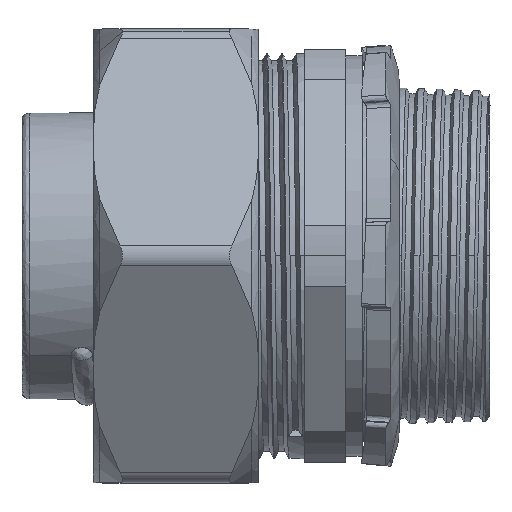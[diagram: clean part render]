
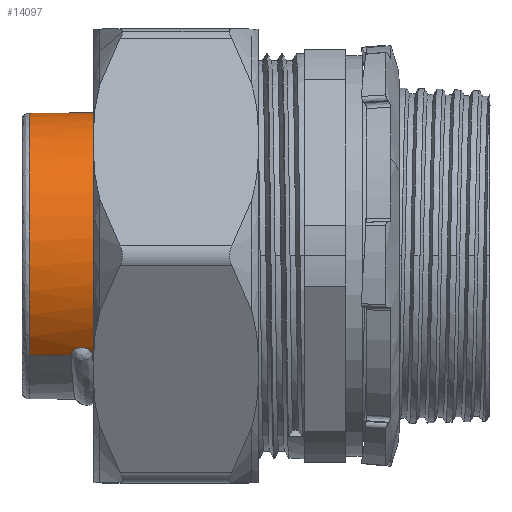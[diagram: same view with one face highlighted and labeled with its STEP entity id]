
A CAD part, top view. The second image highlights one B-rep face of the part: STEP entity #14097.
In plain terms, the highlighted cylindrical face has radius 17.348 mm (diameter 34.696 mm), a partial arc.
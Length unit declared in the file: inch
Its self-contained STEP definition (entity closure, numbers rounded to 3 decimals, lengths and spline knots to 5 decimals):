
#104 = CARTESIAN_POINT ( 'NONE',  ( -2.06728, -0.13767, 1.04469 ) ) ;
#150 = CARTESIAN_POINT ( 'NONE',  ( -1.76385, -0.61352, 1.53464 ) ) ;
#253 = CARTESIAN_POINT ( 'NONE',  ( -1.84771, -0.58288, 1.56267 ) ) ;
#357 = CARTESIAN_POINT ( 'NONE',  ( -0.88078, -0.61352, 1.53464 ) ) ;
#362 = CARTESIAN_POINT ( 'NONE',  ( -1.86771, -0.6086, 1.53942 ) ) ;
#1411 = ORIENTED_EDGE ( 'NONE', *, *, #31751, .T. ) ;
#2025 = CARTESIAN_POINT ( 'NONE',  ( -1.75021, 0.56935, 1.03438 ) ) ;
#2242 = CARTESIAN_POINT ( 'NONE',  ( -1.72671, 0.35228, 1.52055 ) ) ;
#2543 = B_SPLINE_CURVE_WITH_KNOTS ( 'NONE', 3,
 ( #26126, #362, #26231, #28734, #18455, #31449, #31112, #253, #18562, #18676, #13467, #18349, #13238, #2969, #23327, #21055, #16054, #3190, #5236, #15622, #5563, #150 ),
 .UNSPECIFIED., .F., .F.,
 ( 4, 2, 2, 2, 2, 2, 2, 2, 2, 2, 4 ),
 ( 0., 0.00052, 0.00077, 0.00103, 0.00155, 0.00206, 0.00232, 0.00258, 0.00309, 0.00361, 0.00412 ),
 .UNSPECIFIED. ) ;
#2969 = CARTESIAN_POINT ( 'NONE',  ( -1.80232, -0.57617, 1.56834 ) ) ;
#3190 = CARTESIAN_POINT ( 'NONE',  ( -1.77423, -0.59013, 1.55635 ) ) ;
#3297 = ORIENTED_EDGE ( 'NONE', *, *, #11546, .T. ) ;
#4236 = AXIS2_PLACEMENT_3D ( 'NONE', #104, #5073, #15472 ) ;
#4352 = CARTESIAN_POINT ( 'NONE',  ( -0.88078, -0.13767, 1.04469 ) ) ;
#4745 = CARTESIAN_POINT ( 'NONE',  ( -1.73454, 0.47979, 1.38927 ) ) ;
#4954 = CARTESIAN_POINT ( 'NONE',  ( -1.76588, 0.46947, 0.68225 ) ) ;
#5073 = DIRECTION ( 'NONE',  ( 1., 0., 0. ) ) ;
#5236 = CARTESIAN_POINT ( 'NONE',  ( -1.77042, -0.59441, 1.55255 ) ) ;
#5563 = CARTESIAN_POINT ( 'NONE',  ( -1.76385, -0.6086, 1.53942 ) ) ;
#5694 = CARTESIAN_POINT ( 'NONE',  ( -0.88078, -0.61352, 1.53464 ) ) ;
#6130 = DIRECTION ( 'NONE',  ( 1., 0., 0. ) ) ;
#7057 = DIRECTION ( 'NONE',  ( 0., -0.697, 0.717 ) ) ;
#7653 = EDGE_CURVE ( 'NONE', #30216, #27672, #25328, .T. ) ;
#8411 = EDGE_CURVE ( 'NONE', #11686, #16029, #13974, .T. ) ;
#9909 = CARTESIAN_POINT ( 'NONE',  ( -1.74238, 0.52457, 1.21183 ) ) ;
#10642 = CARTESIAN_POINT ( 'NONE',  ( -2.06728, -0.61352, 1.53464 ) ) ;
#11546 = EDGE_CURVE ( 'NONE', #13411, #30216, #32031, .T. ) ;
#11686 = VERTEX_POINT ( 'NONE', #23824 ) ;
#11803 = LINE ( 'NONE', #19009, #16666 ) ;
#12122 = DIRECTION ( 'NONE',  ( 1., 0., 0. ) ) ;
#12401 = CARTESIAN_POINT ( 'NONE',  ( -1.68754, -0.48224, 1.66215 ) ) ;
#12878 = CARTESIAN_POINT ( 'NONE',  ( -1.67971, -0.61352, 1.53464 ) ) ;
#13238 = CARTESIAN_POINT ( 'NONE',  ( -1.80899, -0.57515, 1.56919 ) ) ;
#13411 = VERTEX_POINT ( 'NONE', #18954 ) ;
#13467 = CARTESIAN_POINT ( 'NONE',  ( -1.82259, -0.5749, 1.5694 ) ) ;
#13974 =( BOUNDED_CURVE ( )  B_SPLINE_CURVE ( 2, ( #27997, #4954, #15124, #2025, #9909, #4745, #2242, #22712, #25305, #17414, #27890, #12401, #30504 ),
 .UNSPECIFIED., .F., .F. ) 
 B_SPLINE_CURVE_WITH_KNOTS ( ( 3, 2, 2, 2, 2, 2, 3 ),
 ( 0.05471, 0.06385, 0.07299, 0.08213, 0.09127, 0.10041, 0.10955 ),
 .UNSPECIFIED. ) 
 CURVE ( )  GEOMETRIC_REPRESENTATION_ITEM ( )  RATIONAL_B_SPLINE_CURVE ( ( 1., 0.966, 1., 0.966, 1., 0.966, 1., 0.966, 1., 0.966, 1., 0.966, 1. ) ) 
 REPRESENTATION_ITEM ( '' )  );
#14097 = ADVANCED_FACE ( 'NONE', ( #31533 ), #24280, .T. ) ;
#15124 = CARTESIAN_POINT ( 'NONE',  ( -1.75804, 0.51941, 0.85832 ) ) ;
#15132 = CARTESIAN_POINT ( 'NONE',  ( -1.86771, -0.61352, 1.53464 ) ) ;
#15472 = DIRECTION ( 'NONE',  ( 0., -0.697, 0.717 ) ) ;
#15622 = CARTESIAN_POINT ( 'NONE',  ( -1.7652, -0.60368, 1.54405 ) ) ;
#16029 = VERTEX_POINT ( 'NONE', #12878 ) ;
#16054 = CARTESIAN_POINT ( 'NONE',  ( -1.78393, -0.58282, 1.56272 ) ) ;
#16181 = ORIENTED_EDGE ( 'NONE', *, *, #24136, .F. ) ;
#16666 = VECTOR ( 'NONE', #6130, 39.37008 ) ;
#16726 = EDGE_LOOP ( 'NONE', ( #16181, #3297, #26952, #31198, #1411, #20951 ) ) ;
#17414 = CARTESIAN_POINT ( 'NONE',  ( -1.70321, -0.12735, 1.75171 ) ) ;
#18349 = CARTESIAN_POINT ( 'NONE',  ( -1.81243, -0.57489, 1.56941 ) ) ;
#18452 = DIRECTION ( 'NONE',  ( 1., 0., 0. ) ) ;
#18455 = CARTESIAN_POINT ( 'NONE',  ( -1.86085, -0.59452, 1.55241 ) ) ;
#18562 = CARTESIAN_POINT ( 'NONE',  ( -1.84192, -0.57992, 1.56518 ) ) ;
#18676 = CARTESIAN_POINT ( 'NONE',  ( -1.82943, -0.57595, 1.56853 ) ) ;
#18954 = CARTESIAN_POINT ( 'NONE',  ( -2.06728, 0.33819, 0.55475 ) ) ;
#19009 = CARTESIAN_POINT ( 'NONE',  ( -0.88078, 0.33819, 0.55475 ) ) ;
#20951 = ORIENTED_EDGE ( 'NONE', *, *, #8411, .F. ) ;
#21055 = CARTESIAN_POINT ( 'NONE',  ( -1.78965, -0.57991, 1.56519 ) ) ;
#21504 = EDGE_CURVE ( 'NONE', #27672, #27750, #2543, .T. ) ;
#22712 = CARTESIAN_POINT ( 'NONE',  ( -1.71888, 0.22478, 1.65183 ) ) ;
#23327 = CARTESIAN_POINT ( 'NONE',  ( -1.79909, -0.57692, 1.56771 ) ) ;
#23789 = DIRECTION ( 'NONE',  ( 1., 0., 0. ) ) ;
#23824 = CARTESIAN_POINT ( 'NONE',  ( -1.77371, 0.33819, 0.55475 ) ) ;
#24136 = EDGE_CURVE ( 'NONE', #13411, #11686, #11803, .T. ) ;
#24280 = CYLINDRICAL_SURFACE ( 'NONE', #32349, 0.683 ) ;
#25305 = CARTESIAN_POINT ( 'NONE',  ( -1.71104, 0.04871, 1.70177 ) ) ;
#25328 = LINE ( 'NONE', #5694, #30583 ) ;
#26126 = CARTESIAN_POINT ( 'NONE',  ( -1.86771, -0.61352, 1.53464 ) ) ;
#26231 = CARTESIAN_POINT ( 'NONE',  ( -1.86636, -0.60369, 1.54404 ) ) ;
#26952 = ORIENTED_EDGE ( 'NONE', *, *, #7653, .T. ) ;
#27672 = VERTEX_POINT ( 'NONE', #15132 ) ;
#27750 = VERTEX_POINT ( 'NONE', #28675 ) ;
#27890 = CARTESIAN_POINT ( 'NONE',  ( -1.69538, -0.3048, 1.70693 ) ) ;
#27997 = CARTESIAN_POINT ( 'NONE',  ( -1.77371, 0.33819, 0.55475 ) ) ;
#28675 = CARTESIAN_POINT ( 'NONE',  ( -1.76385, -0.61352, 1.53464 ) ) ;
#28734 = CARTESIAN_POINT ( 'NONE',  ( -1.86245, -0.59674, 1.55041 ) ) ;
#28857 = LINE ( 'NONE', #357, #30066 ) ;
#30066 = VECTOR ( 'NONE', #18452, 39.37008 ) ;
#30216 = VERTEX_POINT ( 'NONE', #10642 ) ;
#30504 = CARTESIAN_POINT ( 'NONE',  ( -1.67971, -0.61352, 1.53464 ) ) ;
#30583 = VECTOR ( 'NONE', #23789, 39.37008 ) ;
#31112 = CARTESIAN_POINT ( 'NONE',  ( -1.85489, -0.5883, 1.55794 ) ) ;
#31198 = ORIENTED_EDGE ( 'NONE', *, *, #21504, .T. ) ;
#31449 = CARTESIAN_POINT ( 'NONE',  ( -1.85709, -0.59031, 1.55617 ) ) ;
#31533 = FACE_OUTER_BOUND ( 'NONE', #16726, .T. ) ;
#31751 = EDGE_CURVE ( 'NONE', #27750, #16029, #28857, .T. ) ;
#32031 = CIRCLE ( 'NONE', #4236, 0.683 ) ;
#32349 = AXIS2_PLACEMENT_3D ( 'NONE', #4352, #12122, #7057 ) ;
